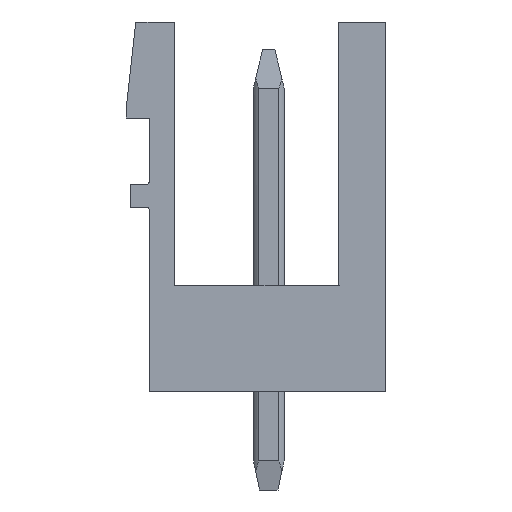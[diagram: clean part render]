
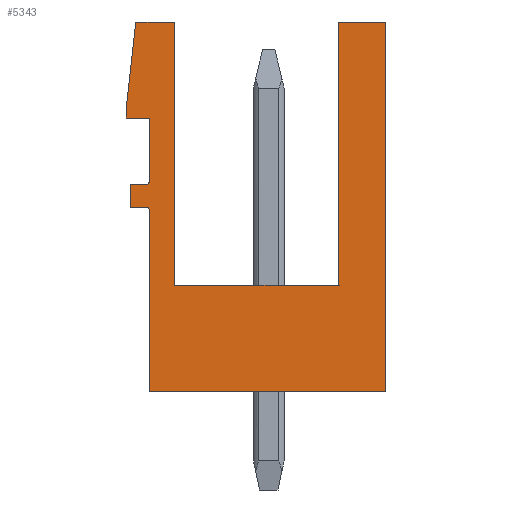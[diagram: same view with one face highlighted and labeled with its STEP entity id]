
A CAD part, left-side view. The second image highlights one B-rep face of the part: STEP entity #5343.
In plain terms, the highlighted planar face has unit normal (-1, 0, 0).
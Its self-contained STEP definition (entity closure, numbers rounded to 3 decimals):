
#5198=CARTESIAN_POINT('',(-45.62,-3.8,12.0));
#5199=DIRECTION('',(1.0,0.0,0.0));
#5200=DIRECTION('',(0.0,0.0,-1.0));
#5201=AXIS2_PLACEMENT_3D('',#5198,#5199,#5200);
#5202=PLANE('',#5201);
#5203=CARTESIAN_POINT('',(-45.62,-2.26,3.45));
#5204=VERTEX_POINT('',#5203);
#5205=CARTESIAN_POINT('',(-45.62,-2.26,12.0));
#5206=VERTEX_POINT('',#5205);
#5207=CARTESIAN_POINT('',(-45.62,-2.26,3.45));
#5208=DIRECTION('',(0.0,0.0,1.0));
#5209=VECTOR('',#5208,8.55);
#5210=LINE('',#5207,#5209);
#5211=EDGE_CURVE('',#5204,#5206,#5210,.T.);
#5212=ORIENTED_EDGE('',*,*,#5211,.F.);
#5213=CARTESIAN_POINT('',(-45.62,3.06,3.45));
#5214=VERTEX_POINT('',#5213);
#5215=CARTESIAN_POINT('',(-45.62,3.06,3.45));
#5216=DIRECTION('',(0.0,-1.0,0.0));
#5217=VECTOR('',#5216,5.32);
#5218=LINE('',#5215,#5217);
#5219=EDGE_CURVE('',#5214,#5204,#5218,.T.);
#5220=ORIENTED_EDGE('',*,*,#5219,.F.);
#5221=CARTESIAN_POINT('',(-45.62,3.06,12.0));
#5222=VERTEX_POINT('',#5221);
#5223=CARTESIAN_POINT('',(-45.62,3.06,12.0));
#5224=DIRECTION('',(0.0,0.0,-1.0));
#5225=VECTOR('',#5224,8.55);
#5226=LINE('',#5223,#5225);
#5227=EDGE_CURVE('',#5222,#5214,#5226,.T.);
#5228=ORIENTED_EDGE('',*,*,#5227,.F.);
#5229=CARTESIAN_POINT('',(-45.62,4.32,12.0));
#5230=VERTEX_POINT('',#5229);
#5231=CARTESIAN_POINT('',(-45.62,4.32,12.0));
#5232=DIRECTION('',(0.0,-1.0,0.0));
#5233=VECTOR('',#5232,1.26);
#5234=LINE('',#5231,#5233);
#5235=EDGE_CURVE('',#5230,#5222,#5234,.T.);
#5236=ORIENTED_EDGE('',*,*,#5235,.F.);
#5237=CARTESIAN_POINT('',(-45.62,4.63,9.2));
#5238=VERTEX_POINT('',#5237);
#5239=CARTESIAN_POINT('',(-45.62,4.63,9.2));
#5240=DIRECTION('',(0.0,-0.11,0.994));
#5241=VECTOR('',#5240,2.817);
#5242=LINE('',#5239,#5241);
#5243=EDGE_CURVE('',#5238,#5230,#5242,.T.);
#5244=ORIENTED_EDGE('',*,*,#5243,.F.);
#5245=CARTESIAN_POINT('',(-45.62,4.63,8.88));
#5246=VERTEX_POINT('',#5245);
#5247=CARTESIAN_POINT('',(-45.62,4.63,8.88));
#5248=DIRECTION('',(0.0,0.0,1.0));
#5249=VECTOR('',#5248,0.32);
#5250=LINE('',#5247,#5249);
#5251=EDGE_CURVE('',#5246,#5238,#5250,.T.);
#5252=ORIENTED_EDGE('',*,*,#5251,.F.);
#5253=CARTESIAN_POINT('',(-45.62,3.88,8.88));
#5254=VERTEX_POINT('',#5253);
#5255=CARTESIAN_POINT('',(-45.62,3.88,8.88));
#5256=DIRECTION('',(0.0,1.0,0.0));
#5257=VECTOR('',#5256,0.75);
#5258=LINE('',#5255,#5257);
#5259=EDGE_CURVE('',#5254,#5246,#5258,.T.);
#5260=ORIENTED_EDGE('',*,*,#5259,.F.);
#5261=CARTESIAN_POINT('',(-45.62,3.88,6.83));
#5262=VERTEX_POINT('',#5261);
#5263=CARTESIAN_POINT('',(-45.62,3.88,6.83));
#5264=DIRECTION('',(0.0,0.0,1.0));
#5265=VECTOR('',#5264,2.05);
#5266=LINE('',#5263,#5265);
#5267=EDGE_CURVE('',#5262,#5254,#5266,.T.);
#5268=ORIENTED_EDGE('',*,*,#5267,.F.);
#5269=CARTESIAN_POINT('',(-45.62,3.98,6.73));
#5270=VERTEX_POINT('',#5269);
#5271=CARTESIAN_POINT('',(-45.62,3.98,6.83));
#5272=DIRECTION('',(-1.0,0.0,0.0));
#5273=DIRECTION('',(0.0,0.0,-1.0));
#5274=AXIS2_PLACEMENT_3D('',#5271,#5272,#5273);
#5275=CIRCLE('',#5274,0.1);
#5276=EDGE_CURVE('',#5270,#5262,#5275,.T.);
#5277=ORIENTED_EDGE('',*,*,#5276,.F.);
#5278=CARTESIAN_POINT('',(-45.62,4.5,6.73));
#5279=VERTEX_POINT('',#5278);
#5280=CARTESIAN_POINT('',(-45.62,4.5,6.73));
#5281=DIRECTION('',(0.0,-1.0,0.0));
#5282=VECTOR('',#5281,0.52);
#5283=LINE('',#5280,#5282);
#5284=EDGE_CURVE('',#5279,#5270,#5283,.T.);
#5285=ORIENTED_EDGE('',*,*,#5284,.F.);
#5286=CARTESIAN_POINT('',(-45.62,4.5,5.98));
#5287=VERTEX_POINT('',#5286);
#5288=CARTESIAN_POINT('',(-45.62,4.5,5.98));
#5289=DIRECTION('',(0.0,0.0,1.0));
#5290=VECTOR('',#5289,0.75);
#5291=LINE('',#5288,#5290);
#5292=EDGE_CURVE('',#5287,#5279,#5291,.T.);
#5293=ORIENTED_EDGE('',*,*,#5292,.F.);
#5294=CARTESIAN_POINT('',(-45.62,3.98,5.98));
#5295=VERTEX_POINT('',#5294);
#5296=CARTESIAN_POINT('',(-45.62,3.98,5.98));
#5297=DIRECTION('',(0.0,1.0,0.0));
#5298=VECTOR('',#5297,0.52);
#5299=LINE('',#5296,#5298);
#5300=EDGE_CURVE('',#5295,#5287,#5299,.T.);
#5301=ORIENTED_EDGE('',*,*,#5300,.F.);
#5302=CARTESIAN_POINT('',(-45.62,3.88,5.88));
#5303=VERTEX_POINT('',#5302);
#5304=CARTESIAN_POINT('',(-45.62,3.98,5.88));
#5305=DIRECTION('',(-1.0,0.0,0.0));
#5306=DIRECTION('',(0.0,-1.0,0.0));
#5307=AXIS2_PLACEMENT_3D('',#5304,#5305,#5306);
#5308=CIRCLE('',#5307,0.1);
#5309=EDGE_CURVE('',#5303,#5295,#5308,.T.);
#5310=ORIENTED_EDGE('',*,*,#5309,.F.);
#5311=CARTESIAN_POINT('',(-45.62,3.88,0.0));
#5312=VERTEX_POINT('',#5311);
#5313=CARTESIAN_POINT('',(-45.62,3.88,0.0));
#5314=DIRECTION('',(0.0,0.0,1.0));
#5315=VECTOR('',#5314,5.88);
#5316=LINE('',#5313,#5315);
#5317=EDGE_CURVE('',#5312,#5303,#5316,.T.);
#5318=ORIENTED_EDGE('',*,*,#5317,.F.);
#5319=CARTESIAN_POINT('',(-45.62,-3.8,0.0));
#5320=VERTEX_POINT('',#5319);
#5321=CARTESIAN_POINT('',(-45.62,-3.8,0.0));
#5322=DIRECTION('',(0.0,1.0,0.0));
#5323=VECTOR('',#5322,7.68);
#5324=LINE('',#5321,#5323);
#5325=EDGE_CURVE('',#5320,#5312,#5324,.T.);
#5326=ORIENTED_EDGE('',*,*,#5325,.F.);
#5327=CARTESIAN_POINT('',(-45.62,-3.8,12.0));
#5328=VERTEX_POINT('',#5327);
#5329=CARTESIAN_POINT('',(-45.62,-3.8,12.0));
#5330=DIRECTION('',(0.0,0.0,-1.0));
#5331=VECTOR('',#5330,12.0);
#5332=LINE('',#5329,#5331);
#5333=EDGE_CURVE('',#5328,#5320,#5332,.T.);
#5334=ORIENTED_EDGE('',*,*,#5333,.F.);
#5335=CARTESIAN_POINT('',(-45.62,-2.26,12.0));
#5336=DIRECTION('',(0.0,-1.0,0.0));
#5337=VECTOR('',#5336,1.54);
#5338=LINE('',#5335,#5337);
#5339=EDGE_CURVE('',#5206,#5328,#5338,.T.);
#5340=ORIENTED_EDGE('',*,*,#5339,.F.);
#5341=EDGE_LOOP('',(#5212,#5220,#5228,#5236,#5244,#5252,#5260,#5268,#5277,#5285,#5293,#5301,#5310,#5318,#5326,#5334,#5340));
#5342=FACE_OUTER_BOUND('',#5341,.T.);
#5343=ADVANCED_FACE('',(#5342),#5202,.F.);
